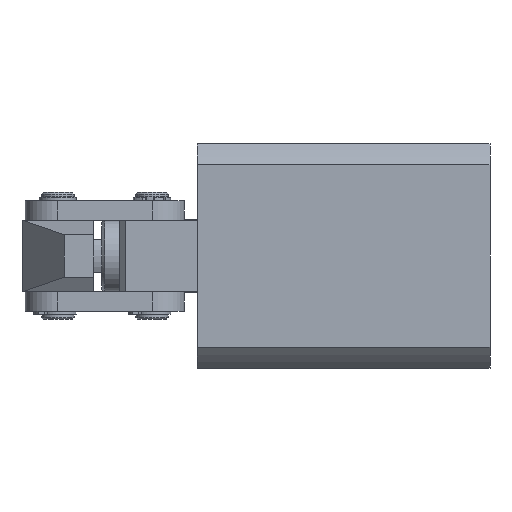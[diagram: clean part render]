
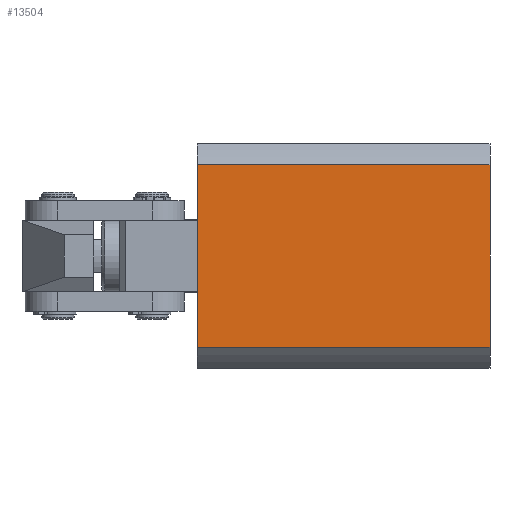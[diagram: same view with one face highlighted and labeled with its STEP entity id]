
A CAD part, left-side view. The second image highlights one B-rep face of the part: STEP entity #13504.
In plain terms, the highlighted planar face has unit normal (-1, 0, 0).
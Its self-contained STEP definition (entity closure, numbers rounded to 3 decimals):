
#2347 = VERTEX_POINT ( 'NONE', #11144 ) ;
#3250 = VECTOR ( 'NONE', #25775, 1000. ) ;
#3279 = CARTESIAN_POINT ( 'NONE',  ( -12.269, -51.884, -28.327 ) ) ;
#3779 = VECTOR ( 'NONE', #20155, 1000. ) ;
#3793 = FACE_OUTER_BOUND ( 'NONE', #14992, .T. ) ;
#6524 = CARTESIAN_POINT ( 'NONE',  ( -12.269, -51.884, 27.923 ) ) ;
#7913 = ORIENTED_EDGE ( 'NONE', *, *, #26271, .T. ) ;
#8667 = LINE ( 'NONE', #3279, #3250 ) ;
#8877 = EDGE_CURVE ( 'NONE', #10854, #13209, #9414, .T. ) ;
#9414 = LINE ( 'NONE', #10103, #25016 ) ;
#10103 = CARTESIAN_POINT ( 'NONE',  ( -12.269, -51.884, -28.327 ) ) ;
#10219 = DIRECTION ( 'NONE',  ( -1., 0., 0. ) ) ;
#10522 = CARTESIAN_POINT ( 'NONE',  ( -12.269, -51.884, -28.327 ) ) ;
#10733 = AXIS2_PLACEMENT_3D ( 'NONE', #22414, #10219, #24452 ) ;
#10854 = VERTEX_POINT ( 'NONE', #10522 ) ;
#11050 = LINE ( 'NONE', #6524, #16459 ) ;
#11144 = CARTESIAN_POINT ( 'NONE',  ( -12.269, 38.116, -28.327 ) ) ;
#13209 = VERTEX_POINT ( 'NONE', #15000 ) ;
#13504 = ADVANCED_FACE ( 'NONE', ( #3793 ), #26462, .T. ) ;
#14625 = LINE ( 'NONE', #18120, #3779 ) ;
#14992 = EDGE_LOOP ( 'NONE', ( #18207, #20733, #7913, #23287 ) ) ;
#15000 = CARTESIAN_POINT ( 'NONE',  ( -12.269, -51.884, 27.923 ) ) ;
#15657 = EDGE_CURVE ( 'NONE', #13209, #18620, #11050, .T. ) ;
#16254 = DIRECTION ( 'NONE',  ( 0., 0., 1. ) ) ;
#16459 = VECTOR ( 'NONE', #18731, 1000. ) ;
#18120 = CARTESIAN_POINT ( 'NONE',  ( -12.269, 38.116, -28.327 ) ) ;
#18207 = ORIENTED_EDGE ( 'NONE', *, *, #15657, .T. ) ;
#18231 = EDGE_CURVE ( 'NONE', #18620, #2347, #14625, .T. ) ;
#18620 = VERTEX_POINT ( 'NONE', #19944 ) ;
#18731 = DIRECTION ( 'NONE',  ( 0., 1., 0. ) ) ;
#19944 = CARTESIAN_POINT ( 'NONE',  ( -12.269, 38.116, 27.923 ) ) ;
#20155 = DIRECTION ( 'NONE',  ( 0., 0., -1. ) ) ;
#20733 = ORIENTED_EDGE ( 'NONE', *, *, #18231, .T. ) ;
#22414 = CARTESIAN_POINT ( 'NONE',  ( -12.269, -51.884, -28.327 ) ) ;
#23287 = ORIENTED_EDGE ( 'NONE', *, *, #8877, .T. ) ;
#24452 = DIRECTION ( 'NONE',  ( 0., 0., 1. ) ) ;
#25016 = VECTOR ( 'NONE', #16254, 1000. ) ;
#25775 = DIRECTION ( 'NONE',  ( 0., -1., 0. ) ) ;
#26271 = EDGE_CURVE ( 'NONE', #2347, #10854, #8667, .T. ) ;
#26462 = PLANE ( 'NONE',  #10733 ) ;
